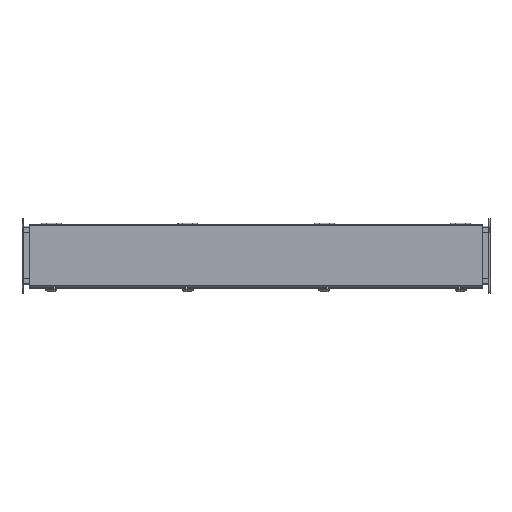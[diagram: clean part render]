
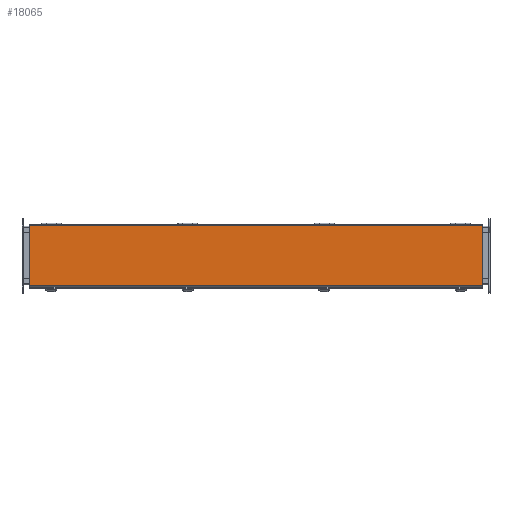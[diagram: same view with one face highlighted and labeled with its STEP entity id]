
A CAD part, top view. The second image highlights one B-rep face of the part: STEP entity #18065.
In plain terms, the highlighted planar face has unit normal (0, 0, 1).
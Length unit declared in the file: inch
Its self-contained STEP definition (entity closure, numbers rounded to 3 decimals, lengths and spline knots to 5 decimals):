
#13 = PLANE ( 'NONE',  #7131 ) ;
#90 = LINE ( 'NONE', #6772, #10084 ) ;
#129 = EDGE_LOOP ( 'NONE', ( #7557, #2071, #9965, #19803 ) ) ;
#1370 = VERTEX_POINT ( 'NONE', #7995 ) ;
#1534 = EDGE_CURVE ( 'NONE', #1370, #21283, #90, .T. ) ;
#1622 = DIRECTION ( 'NONE',  ( 0., 1., 0. ) ) ;
#2071 = ORIENTED_EDGE ( 'NONE', *, *, #20501, .T. ) ;
#2767 = VECTOR ( 'NONE', #20782, 39.37008 ) ;
#3369 = CARTESIAN_POINT ( 'NONE',  ( -23.218, 3.0785, 6.172 ) ) ;
#4065 = CARTESIAN_POINT ( 'NONE',  ( -23.218, -3.0805, 6.172 ) ) ;
#4258 = LINE ( 'NONE', #10937, #14958 ) ;
#4624 = FACE_OUTER_BOUND ( 'NONE', #129, .T. ) ;
#4848 = DIRECTION ( 'NONE',  ( 1., 0., 0. ) ) ;
#5688 = VERTEX_POINT ( 'NONE', #18934 ) ;
#6107 = DIRECTION ( 'NONE',  ( 0., -1., 0. ) ) ;
#6698 = CARTESIAN_POINT ( 'NONE',  ( -23.218, -3.1885, 6.172 ) ) ;
#6742 = LINE ( 'NONE', #10655, #7539 ) ;
#6772 = CARTESIAN_POINT ( 'NONE',  ( 23.25, -3.1885, 6.172 ) ) ;
#7131 = AXIS2_PLACEMENT_3D ( 'NONE', #6698, #20127, #4848 ) ;
#7539 = VECTOR ( 'NONE', #10037, 39.37008 ) ;
#7557 = ORIENTED_EDGE ( 'NONE', *, *, #14693, .T. ) ;
#7995 = CARTESIAN_POINT ( 'NONE',  ( 23.25, -3.0805, 6.172 ) ) ;
#9114 = LINE ( 'NONE', #4065, #2767 ) ;
#9965 = ORIENTED_EDGE ( 'NONE', *, *, #1534, .T. ) ;
#10037 = DIRECTION ( 'NONE',  ( -1., 0., 0. ) ) ;
#10084 = VECTOR ( 'NONE', #1622, 39.37008 ) ;
#10655 = CARTESIAN_POINT ( 'NONE',  ( -23.218, 3.0785, 6.172 ) ) ;
#10937 = CARTESIAN_POINT ( 'NONE',  ( -23.218, -3.1885, 6.172 ) ) ;
#12006 = VERTEX_POINT ( 'NONE', #3369 ) ;
#12456 = EDGE_CURVE ( 'NONE', #21283, #12006, #6742, .T. ) ;
#14693 = EDGE_CURVE ( 'NONE', #12006, #5688, #4258, .T. ) ;
#14958 = VECTOR ( 'NONE', #6107, 39.37008 ) ;
#18065 = ADVANCED_FACE ( 'NONE', ( #4624 ), #13, .T. ) ;
#18934 = CARTESIAN_POINT ( 'NONE',  ( -23.218, -3.0805, 6.172 ) ) ;
#19803 = ORIENTED_EDGE ( 'NONE', *, *, #12456, .T. ) ;
#20127 = DIRECTION ( 'NONE',  ( 0., 0., 1. ) ) ;
#20501 = EDGE_CURVE ( 'NONE', #5688, #1370, #9114, .T. ) ;
#20518 = CARTESIAN_POINT ( 'NONE',  ( 23.25, 3.0785, 6.172 ) ) ;
#20782 = DIRECTION ( 'NONE',  ( 1., 0., 0. ) ) ;
#21283 = VERTEX_POINT ( 'NONE', #20518 ) ;
